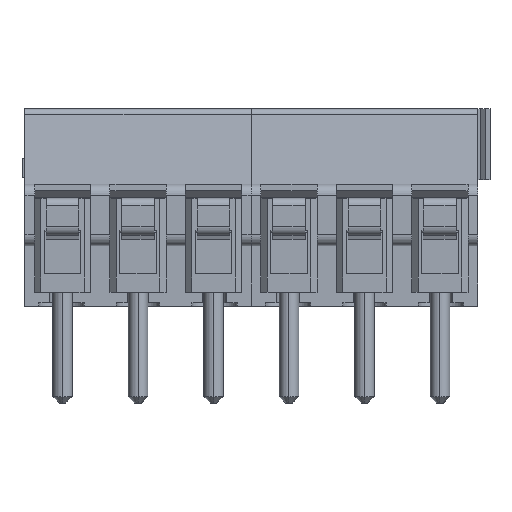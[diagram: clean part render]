
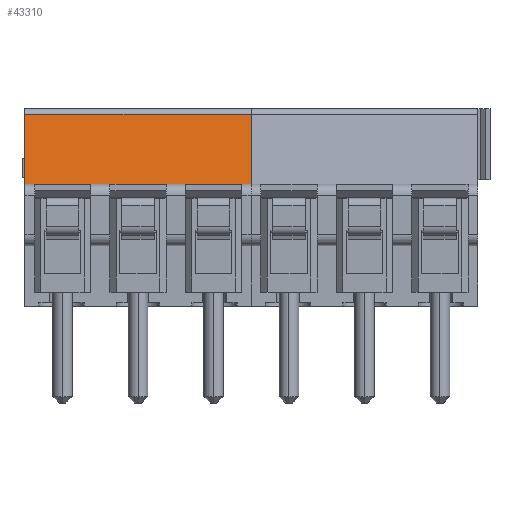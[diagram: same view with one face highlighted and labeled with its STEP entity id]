
A CAD part, front view. The second image highlights one B-rep face of the part: STEP entity #43310.
In plain terms, the highlighted planar face has unit normal (0, -0.985, 0.174).
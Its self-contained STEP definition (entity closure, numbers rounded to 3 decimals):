
#31413 = VERTEX_POINT('',#31414);
#31414 = CARTESIAN_POINT('',(-1.74,-3.45,5.68));
#31420 = EDGE_CURVE('',#31413,#31421,#31423,.T.);
#31421 = VERTEX_POINT('',#31422);
#31422 = CARTESIAN_POINT('',(-1.74,-2.877,8.932));
#31423 = LINE('',#31424,#31425);
#31424 = CARTESIAN_POINT('',(-1.74,-3.752,3.968));
#31425 = VECTOR('',#31426,1.);
#31426 = DIRECTION('',(0.,0.174,0.985
    ));
#42825 = VERTEX_POINT('',#42826);
#42826 = CARTESIAN_POINT('',(8.76,-2.877,8.932));
#42833 = EDGE_CURVE('',#42825,#42834,#42836,.T.);
#42834 = VERTEX_POINT('',#42835);
#42835 = CARTESIAN_POINT('',(8.76,-3.45,5.68));
#42836 = LINE('',#42837,#42838);
#42837 = CARTESIAN_POINT('',(8.76,-3.752,3.968));
#42838 = VECTOR('',#42839,1.);
#42839 = DIRECTION('',(0.,-0.174,
    -0.985));
#43294 = EDGE_CURVE('',#31413,#42834,#43295,.T.);
#43295 = LINE('',#43296,#43297);
#43296 = CARTESIAN_POINT('',(0.681,-3.45,5.68));
#43297 = VECTOR('',#43298,1.);
#43298 = DIRECTION('',(1.,0.,0.));
#43310 = ADVANCED_FACE('',(#43311),#43322,.F.);
#43311 = FACE_BOUND('',#43312,.T.);
#43312 = EDGE_LOOP('',(#43313,#43319,#43320,#43321));
#43313 = ORIENTED_EDGE('',*,*,#43314,.F.);
#43314 = EDGE_CURVE('',#31421,#42825,#43315,.T.);
#43315 = LINE('',#43316,#43317);
#43316 = CARTESIAN_POINT('',(0.681,-2.877,8.932
    ));
#43317 = VECTOR('',#43318,1.);
#43318 = DIRECTION('',(1.,0.,0.));
#43319 = ORIENTED_EDGE('',*,*,#31420,.F.);
#43320 = ORIENTED_EDGE('',*,*,#43294,.T.);
#43321 = ORIENTED_EDGE('',*,*,#42833,.F.);
#43322 = PLANE('',#43323);
#43323 = AXIS2_PLACEMENT_3D('',#43324,#43325,#43326);
#43324 = CARTESIAN_POINT('',(3.837,-3.388,6.03));
#43325 = DIRECTION('',(0.,0.985,
    -0.174));
#43326 = DIRECTION('',(0.,0.174,0.985
    ));
